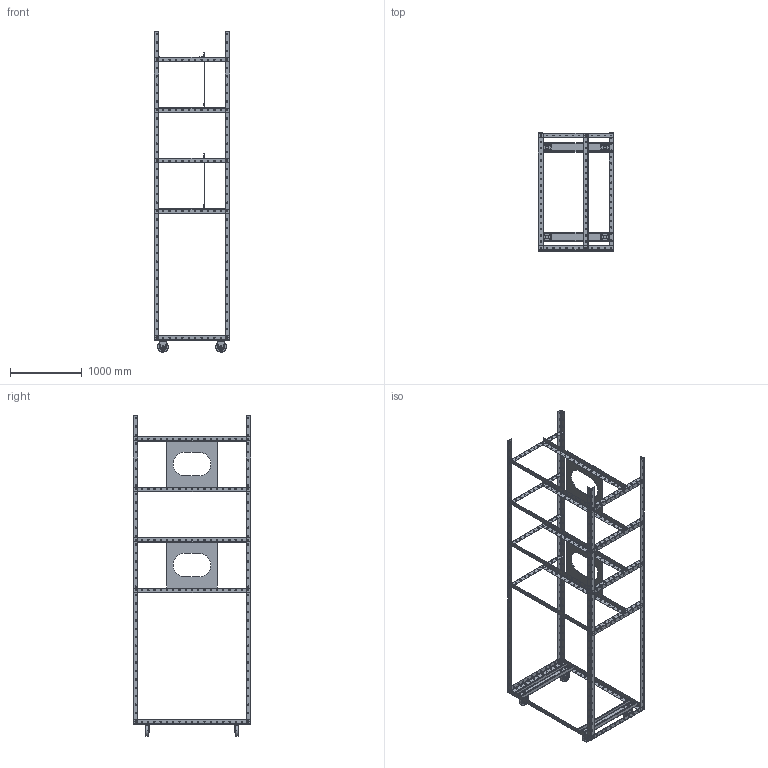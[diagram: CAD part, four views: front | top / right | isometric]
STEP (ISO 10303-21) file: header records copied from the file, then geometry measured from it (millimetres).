
FILE_DESCRIPTION(('FreeCAD Model'),'2;1');
FILE_NAME('Open CASCADE Shape Model','2025-05-02T01:33:55',('FreeCAD'),( 'FreeCAD'),'Open CASCADE STEP processor 7.6','FreeCAD','Unknown');
FILE_SCHEMA(('AUTOMOTIVE_DESIGN { 1 0 10303 214 1 1 1 1 }'));
Products named in the file (1): Open CASCADE STEP translator 7.6 1
Bounding box: 1060.06 x 1648.98 x 4479.28 mm (x, y, z)
Volume: 21438582.4 mm3; surface area: 14271238.9 mm2
Topology: 36 solids, 40 shells, 8706 faces, 25342 edges, 16756 vertices
Faces by surface type: bspline 8706
Entity records: 266538 total; most frequent: CARTESIAN_POINT 122481, ORIENTED_EDGE 50684, EDGE_CURVE 25342, VERTEX_POINT 16756, B_SPLINE_CURVE_WITH_KNOTS 16674, FACE_BOUND 10722, EDGE_LOOP 10722, ADVANCED_FACE 8706
